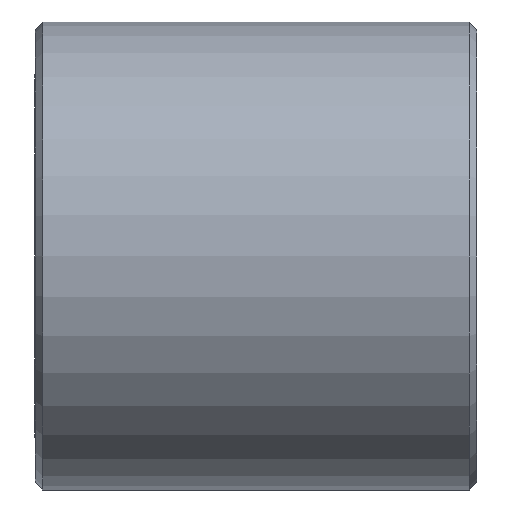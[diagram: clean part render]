
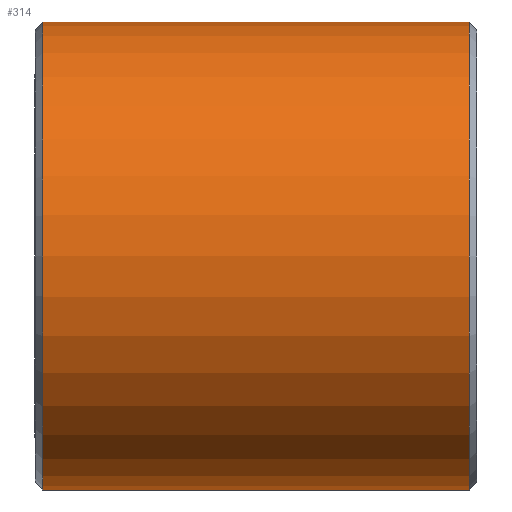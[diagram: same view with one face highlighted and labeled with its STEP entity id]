
A CAD part, left-side view. The second image highlights one B-rep face of the part: STEP entity #314.
In plain terms, the highlighted cylindrical face has radius 9 mm (diameter 18 mm), a partial arc.
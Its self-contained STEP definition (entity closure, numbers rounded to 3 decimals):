
#39 = VERTEX_POINT ( 'NONE', #804 ) ;
#63 = VERTEX_POINT ( 'NONE', #1142 ) ;
#146 = EDGE_CURVE ( 'NONE', #39, #63, #1442, .T. ) ;
#147 = VERTEX_POINT ( 'NONE', #1302 ) ;
#148 = VERTEX_POINT ( 'NONE', #1301 ) ;
#154 = EDGE_CURVE ( 'NONE', #148, #147, #1294, .T. ) ;
#314 = ADVANCED_FACE ( 'NONE', ( #1731 ), #1730, .T. ) ;
#315 = ORIENTED_EDGE ( 'NONE', *, *, #316, .T. ) ;
#316 = EDGE_CURVE ( 'NONE', #148, #39, #1728, .T. ) ;
#317 = ORIENTED_EDGE ( 'NONE', *, *, #146, .T. ) ;
#473 = ORIENTED_EDGE ( 'NONE', *, *, #474, .F. ) ;
#474 = EDGE_CURVE ( 'NONE', #147, #63, #2335, .T. ) ;
#477 = ORIENTED_EDGE ( 'NONE', *, *, #154, .F. ) ;
#478 = EDGE_LOOP ( 'NONE', ( #477, #315, #317, #473 ) ) ;
#804 = CARTESIAN_POINT ( 'NONE',  ( 0., 8.2, -9. ) ) ;
#1142 = CARTESIAN_POINT ( 'NONE',  ( 0., -8.2, -9. ) ) ;
#1291 = DIRECTION ( 'NONE',  ( 0., -1., 0. ) ) ;
#1292 = VECTOR ( 'NONE', #1291, 1000. ) ;
#1293 = CARTESIAN_POINT ( 'NONE',  ( 0., -9.881, 9. ) ) ;
#1294 = LINE ( 'NONE', #1293, #1292 ) ;
#1301 = CARTESIAN_POINT ( 'NONE',  ( 0., 8.2, 9. ) ) ;
#1302 = CARTESIAN_POINT ( 'NONE',  ( 0., -8.2, 9. ) ) ;
#1439 = DIRECTION ( 'NONE',  ( 0., -1., 0. ) ) ;
#1440 = VECTOR ( 'NONE', #1439, 1000. ) ;
#1441 = CARTESIAN_POINT ( 'NONE',  ( 0., -9.881, -9. ) ) ;
#1442 = LINE ( 'NONE', #1441, #1440 ) ;
#1721 = DIRECTION ( 'NONE',  ( 0., 0., -1. ) ) ;
#1722 = DIRECTION ( 'NONE',  ( 0., -1., 0. ) ) ;
#1723 = CARTESIAN_POINT ( 'NONE',  ( 0., 8.2, 0. ) ) ;
#1724 = AXIS2_PLACEMENT_3D ( 'NONE', #1723, #1722, #1721 ) ;
#1725 = DIRECTION ( 'NONE',  ( 0., 0., -1. ) ) ;
#1726 = DIRECTION ( 'NONE',  ( 0., -1., 0. ) ) ;
#1727 = AXIS2_PLACEMENT_3D ( 'NONE', #1729, #1726, #1725 ) ;
#1728 = CIRCLE ( 'NONE', #1724, 9. ) ;
#1729 = CARTESIAN_POINT ( 'NONE',  ( 0., -9.881, 0. ) ) ;
#1730 = CYLINDRICAL_SURFACE ( 'NONE', #1727, 9. ) ;
#1731 = FACE_OUTER_BOUND ( 'NONE', #478, .T. ) ;
#2331 = DIRECTION ( 'NONE',  ( 0., 0., -1. ) ) ;
#2332 = DIRECTION ( 'NONE',  ( 0., -1., 0. ) ) ;
#2333 = CARTESIAN_POINT ( 'NONE',  ( 0., -8.2, 0. ) ) ;
#2334 = AXIS2_PLACEMENT_3D ( 'NONE', #2333, #2332, #2331 ) ;
#2335 = CIRCLE ( 'NONE', #2334, 9. ) ;
